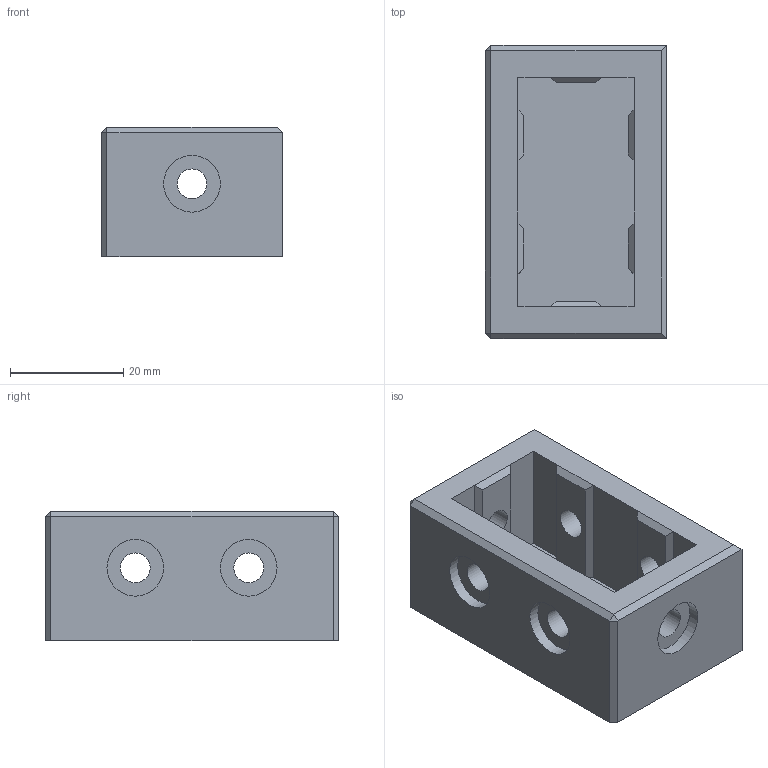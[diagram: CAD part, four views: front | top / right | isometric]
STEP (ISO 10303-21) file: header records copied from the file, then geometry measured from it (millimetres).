
FILE_DESCRIPTION(/* description */ (''),/* implementation_level */ '2;1');
FILE_NAME(/* name */ '1-Display_Support_Endcaps_short_one.step',/* time_stamp */ '2019-04-09T18:44:31+02:00',/* author */ (''),/* organization */ (''),/* preprocessor_version */ 'ST-DEVELOPER v18',/* originating_system */ 'Autodesk Translation Framework v8.2.0.1029',/* authorisation */ '');
FILE_SCHEMA (('AUTOMOTIVE_DESIGN { 1 0 10303 214 3 1 1 }'));
Length unit declared in the file: millimetre
Products named in the file (1): (Unsaved)
Bounding box: 32 x 51.8 x 22.9 mm (x, y, z)
Volume: 20937 mm3; surface area: 10046.1 mm2
Topology: 1 solids, 1 shells, 63 faces, 148 edges, 92 vertices
Faces by surface type: plane 53, cylinder 10
Full cylindrical faces by diameter (mm): 5.25 x6, 10 x4
Entity records: 1819 total; most frequent: CARTESIAN_POINT 304, ORIENTED_EDGE 296, DIRECTION 296, EDGE_CURVE 148, LINE 128, VECTOR 128, VERTEX_POINT 92, AXIS2_PLACEMENT_3D 84
